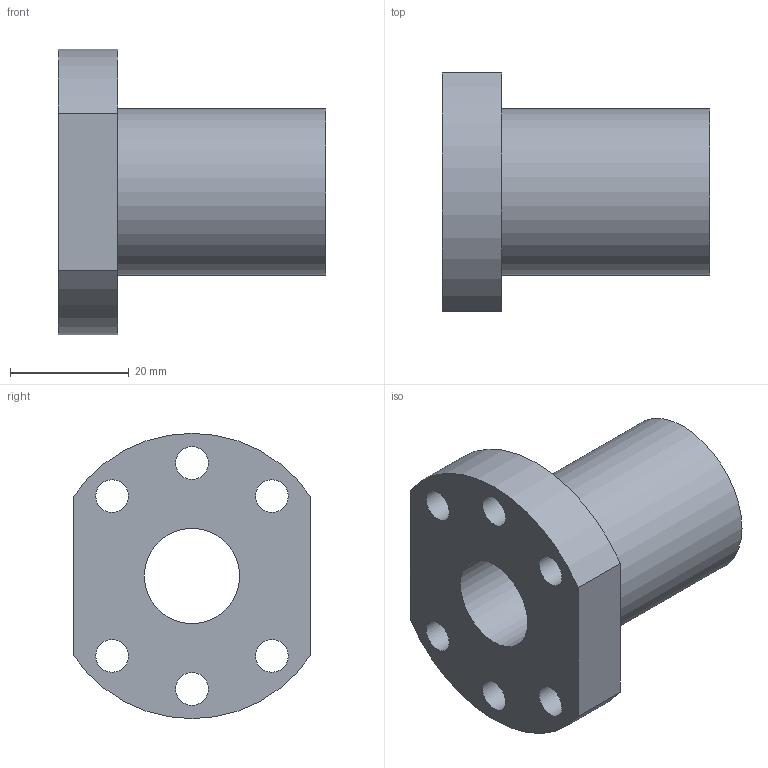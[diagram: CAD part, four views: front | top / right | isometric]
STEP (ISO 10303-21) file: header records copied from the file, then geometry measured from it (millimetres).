
FILE_DESCRIPTION(/* description */ (''),/* implementation_level */ '2;1');
FILE_NAME(/* name */ 'Spindelmutter-1605.stp',/* time_stamp */ '2016-12-29T11:00:17+01:00',/* author */ ('David'),/* organization */ (''),/* preprocessor_version */ 'ST-DEVELOPER v16.5',/* originating_system */ 'Autodesk Inventor 2017',/* authorisation */ '');
FILE_SCHEMA (('AUTOMOTIVE_DESIGN { 1 0 10303 214 3 1 1 }'));
Length unit declared in the file: millimetre
Products named in the file (1): Spindelmutter
Bounding box: 45 x 40 x 48 mm (x, y, z)
Volume: 27733.1 mm3; surface area: 10497.6 mm2
Topology: 1 solids, 1 shells, 15 faces, 42 edges, 30 vertices
Faces by surface type: cylinder 10, plane 5
Full cylindrical faces by diameter (mm): 5.5 x6, 16 x1, 28 x1
Entity records: 468 total; most frequent: DIRECTION 80, CARTESIAN_POINT 68, ORIENTED_EDGE 56, EDGE_LOOP 38, AXIS2_PLACEMENT_3D 36, EDGE_CURVE 28, VERTEX_POINT 24, FACE_BOUND 23
